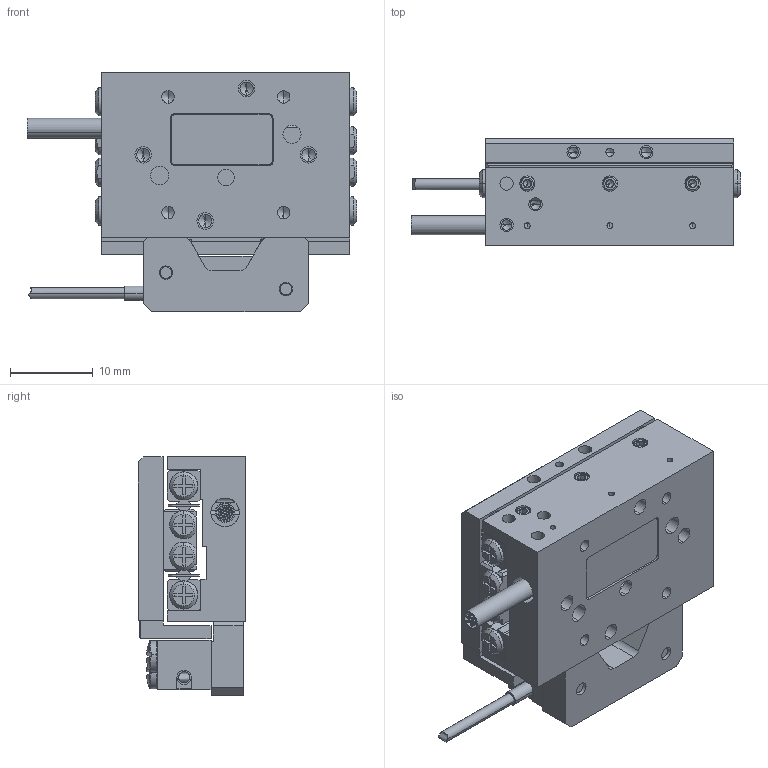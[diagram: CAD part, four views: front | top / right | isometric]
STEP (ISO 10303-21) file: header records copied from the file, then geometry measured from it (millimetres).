
FILE_DESCRIPTION (( 'STEP AP214' ), '1' );
FILE_NAME ('PPS-20-12XXC.STEP', '2023-08-24T16:15:55', ( '' ), ( '' ), 'SwSTEP 2.0', 'SolidWorks 2023', '' );
FILE_SCHEMA (( 'AUTOMOTIVE_DESIGN' ));
Length unit declared in the file: millimetre
Products named in the file (17): NB Slide Way SVW 1000 Cage_SVW 1030-7Z; PPS-20, Back Cover, Master Part; NB Slide Way SVW 1000 Center Way_SVW 1030; 130160 Bearing, NB, Slide Way, SVW 1000_SVW 1030-7Z (Rigid at Center); PPS-20, Base, Master Part_L30, No Ears ; SCREW, MS-SCH, M-DIN_M2 x 0.4 x 10mm; SCREW, MS-PPH, M-JCIS_M1.6 x 0.35 x 4mm; 110109-101 Encoder Head, MiniStarV2,  Vacuum; Set Screw, Cup-H, E-ASME_E1-72 x 1''16; NB Slide Way SVW 1000 Rail_SVW 1030; SCREW, MS-SCH, M-DIN_M1.6 x 0.35 x 08mm; PPS-20, Carriage, Master Part_30mm; 430550-A Magnetic Encoder Bracket; TFC-421 Silver Braided Cable_L18; PPS-20-12XXC; SCREW, MS-PFH, M-DIN_M2 x 0.4 x 05mm; 430553 PPS-20 & 28, Scale Bracket, MiniStar, L40_30mm
Assembly tree (31 placements, depth 3):
  PPS-20-12XXC
    PPS-20, Base, Master Part_L30, No Ears 
    PPS-20, Back Cover, Master Part
    TFC-421 Silver Braided Cable_L18
    PPS-20, Carriage, Master Part_30mm
    SCREW, MS-PFH, M-DIN_M2 x 0.4 x 05mm  x3
    130160 Bearing, NB, Slide Way, SVW 1000_SVW 1030-7Z (Rigid at Center)
      NB Slide Way SVW 1000 Rail_SVW 1030  x2
      NB Slide Way SVW 1000 Center Way_SVW 1030
      NB Slide Way SVW 1000 Cage_SVW 1030-7Z  x2
    Set Screw, Cup-H, E-ASME_E1-72 x 1''16  x3
    SCREW, MS-PPH, M-JCIS_M1.6 x 0.35 x 4mm  x8
    110109-101 Encoder Head, MiniStarV2,  Vacuum
    430550-A Magnetic Encoder Bracket
    SCREW, MS-SCH, M-DIN_M1.6 x 0.35 x 08mm  x2
    SCREW, MS-SCH, M-DIN_M2 x 0.4 x 10mm  x2
    430553 PPS-20 & 28, Scale Bracket, MiniStar, L40_30mm
Bounding box: 39.8 x 13 x 29 mm (x, y, z)
Volume: 7874.5 mm3; surface area: 10927.1 mm2
Topology: 43 solids, 43 shells, 1409 faces, 3491 edges, 2179 vertices
Faces by surface type: plane 654, cylinder 422, cone 228, torus 64, bspline 25, sphere 16
Entity records: 64551 total; most frequent: CARTESIAN_POINT 42947, DIRECTION 4485, ORIENTED_EDGE 4228, EDGE_CURVE 2114, AXIS2_PLACEMENT_3D 1640, VERTEX_POINT 1360, VECTOR 1205, LINE 1205
